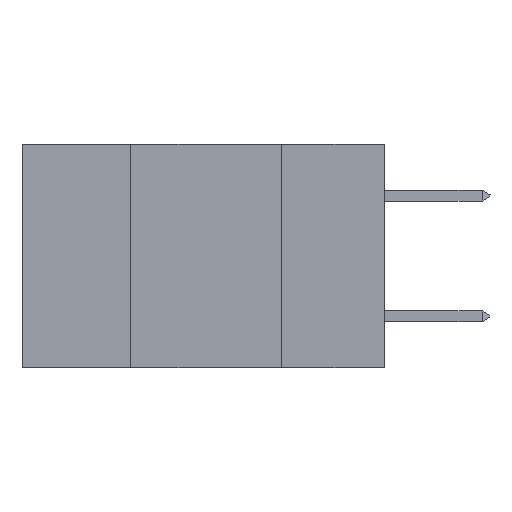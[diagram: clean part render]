
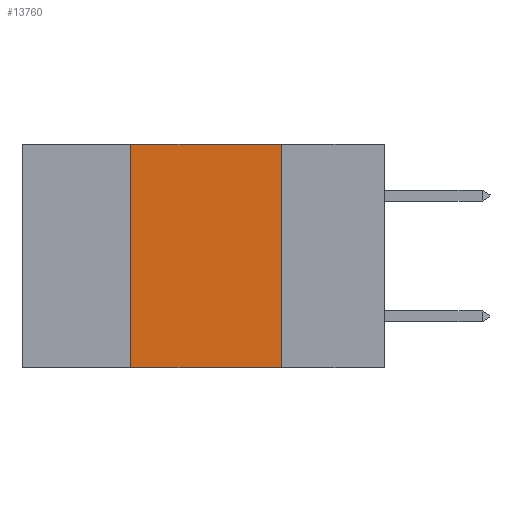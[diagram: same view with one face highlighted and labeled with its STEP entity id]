
A CAD part, left-side view. The second image highlights one B-rep face of the part: STEP entity #13760.
In plain terms, the highlighted planar face has unit normal (-1, 0, 0).
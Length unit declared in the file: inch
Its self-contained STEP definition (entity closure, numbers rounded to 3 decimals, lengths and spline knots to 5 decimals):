
#2593 = DIRECTION ( 'NONE',  ( 1., 0., 0. ) ) ;
#4877 = DIRECTION ( 'NONE',  ( 0., 0., -1. ) ) ;
#5905 = CARTESIAN_POINT ( 'NONE',  ( 0., 0.42, 0. ) ) ;
#6035 = DIRECTION ( 'NONE',  ( 0., 0., -1. ) ) ;
#7112 = CARTESIAN_POINT ( 'NONE',  ( 0., 0.17, -0.37 ) ) ;
#9089 = LINE ( 'NONE', #39590, #37359 ) ;
#10076 = EDGE_CURVE ( 'NONE', #34449, #19745, #28273, .T. ) ;
#10129 = VECTOR ( 'NONE', #25809, 39.37008 ) ;
#11926 = CARTESIAN_POINT ( 'NONE',  ( 0., 0.42, -0.37 ) ) ;
#13337 = FACE_OUTER_BOUND ( 'NONE', #32981, .T. ) ;
#13760 = ADVANCED_FACE ( 'NONE', ( #13337 ), #23100, .F. ) ;
#16357 = CARTESIAN_POINT ( 'NONE',  ( 0., 0.6, 0. ) ) ;
#18396 = ORIENTED_EDGE ( 'NONE', *, *, #10076, .T. ) ;
#19745 = VERTEX_POINT ( 'NONE', #7112 ) ;
#21096 = EDGE_CURVE ( 'NONE', #39134, #38237, #9089, .T. ) ;
#22197 = DIRECTION ( 'NONE',  ( 0., -1., 0. ) ) ;
#23100 = PLANE ( 'NONE',  #34659 ) ;
#25316 = EDGE_CURVE ( 'NONE', #34449, #39134, #42486, .T. ) ;
#25809 = DIRECTION ( 'NONE',  ( 0., -1., 0. ) ) ;
#26970 = DIRECTION ( 'NONE',  ( 0., 0., 1. ) ) ;
#28019 = ORIENTED_EDGE ( 'NONE', *, *, #38652, .F. ) ;
#28273 = LINE ( 'NONE', #32496, #10129 ) ;
#28883 = CARTESIAN_POINT ( 'NONE',  ( 0., 0.17, 0. ) ) ;
#32496 = CARTESIAN_POINT ( 'NONE',  ( 0., 0.6, -0.37 ) ) ;
#32981 = EDGE_LOOP ( 'NONE', ( #28019, #37484, #38745, #18396 ) ) ;
#34449 = VERTEX_POINT ( 'NONE', #11926 ) ;
#34659 = AXIS2_PLACEMENT_3D ( 'NONE', #16357, #2593, #6035 ) ;
#35043 = LINE ( 'NONE', #41905, #41509 ) ;
#37359 = VECTOR ( 'NONE', #22197, 39.37008 ) ;
#37484 = ORIENTED_EDGE ( 'NONE', *, *, #21096, .F. ) ;
#38237 = VERTEX_POINT ( 'NONE', #28883 ) ;
#38652 = EDGE_CURVE ( 'NONE', #38237, #19745, #35043, .T. ) ;
#38745 = ORIENTED_EDGE ( 'NONE', *, *, #25316, .F. ) ;
#39134 = VERTEX_POINT ( 'NONE', #41720 ) ;
#39590 = CARTESIAN_POINT ( 'NONE',  ( 0., 0.6, 0. ) ) ;
#41509 = VECTOR ( 'NONE', #4877, 39.37008 ) ;
#41720 = CARTESIAN_POINT ( 'NONE',  ( 0., 0.42, 0. ) ) ;
#41905 = CARTESIAN_POINT ( 'NONE',  ( 0., 0.17, 0. ) ) ;
#42486 = LINE ( 'NONE', #5905, #44079 ) ;
#44079 = VECTOR ( 'NONE', #26970, 39.37008 ) ;
